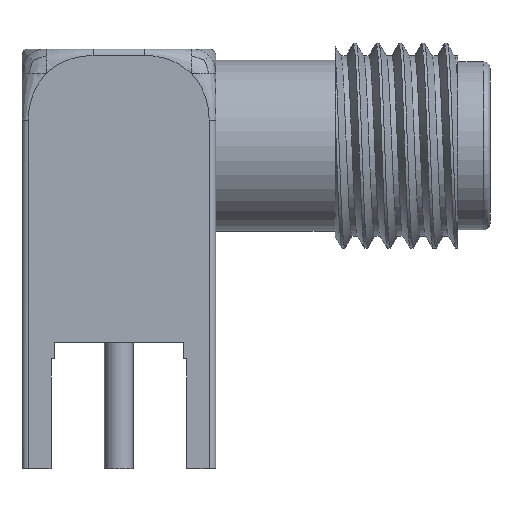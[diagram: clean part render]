
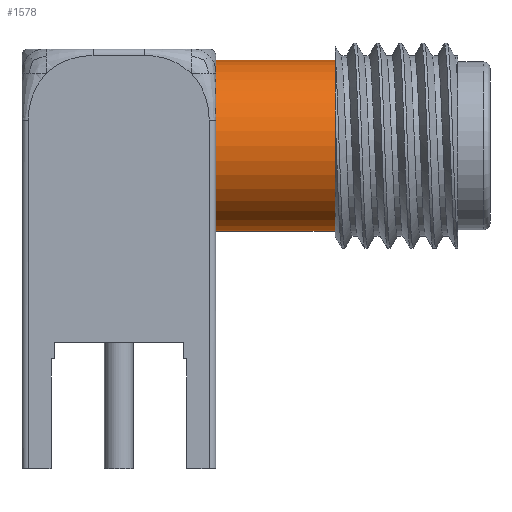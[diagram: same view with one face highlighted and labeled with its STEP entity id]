
A CAD part, front view. The second image highlights one B-rep face of the part: STEP entity #1578.
In plain terms, the highlighted cylindrical face has radius 2.65 mm (diameter 5.3 mm), a full revolution.
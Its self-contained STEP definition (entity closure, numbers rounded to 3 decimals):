
#187=FACE_OUTER_BOUND('',#277,.T.);
#277=EDGE_LOOP('',(#1045,#1046,#1047,#1048));
#370=CIRCLE('',#1693,2.65);
#371=CIRCLE('',#1694,2.65);
#407=LINE('',#2579,#515);
#515=VECTOR('',#1821,2.65);
#641=VERTEX_POINT('',#2576);
#642=VERTEX_POINT('',#2578);
#802=EDGE_CURVE('',#641,#641,#370,.T.);
#803=EDGE_CURVE('',#641,#642,#407,.T.);
#804=EDGE_CURVE('',#642,#642,#371,.T.);
#1045=ORIENTED_EDGE('',*,*,#802,.F.);
#1046=ORIENTED_EDGE('',*,*,#803,.T.);
#1047=ORIENTED_EDGE('',*,*,#804,.T.);
#1048=ORIENTED_EDGE('',*,*,#803,.F.);
#1462=CYLINDRICAL_SURFACE('',#1692,2.65);
#1578=ADVANCED_FACE('',(#187),#1462,.T.);
#1692=AXIS2_PLACEMENT_3D('',#2575,#1817,#1818);
#1693=AXIS2_PLACEMENT_3D('',#2577,#1819,#1820);
#1694=AXIS2_PLACEMENT_3D('',#2580,#1822,#1823);
#1817=DIRECTION('center_axis',(-1.,0.,0.));
#1818=DIRECTION('ref_axis',(0.,-1.,0.));
#1819=DIRECTION('center_axis',(-1.,0.,0.));
#1820=DIRECTION('ref_axis',(0.,-1.,0.));
#1821=DIRECTION('',(1.,0.,0.));
#1822=DIRECTION('center_axis',(-1.,0.,0.));
#1823=DIRECTION('ref_axis',(0.,-1.,0.));
#2575=CARTESIAN_POINT('Origin',(6.7,0.,6.6));
#2576=CARTESIAN_POINT('',(3.,2.65,6.6));
#2577=CARTESIAN_POINT('Origin',(3.,0.,6.6));
#2578=CARTESIAN_POINT('',(6.7,2.65,6.6));
#2579=CARTESIAN_POINT('',(6.7,2.65,6.6));
#2580=CARTESIAN_POINT('Origin',(6.7,0.,6.6));
